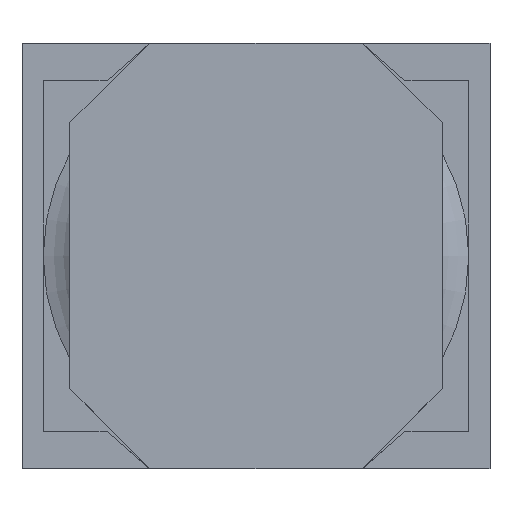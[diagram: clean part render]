
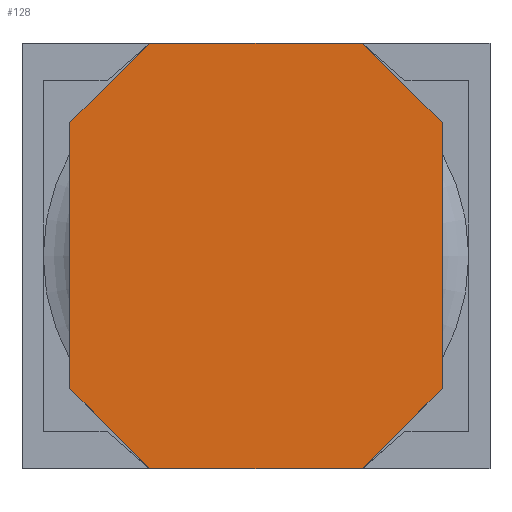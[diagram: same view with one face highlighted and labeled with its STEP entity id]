
A CAD part, top view. The second image highlights one B-rep face of the part: STEP entity #128.
In plain terms, the highlighted planar face has unit normal (0, 0, 1).
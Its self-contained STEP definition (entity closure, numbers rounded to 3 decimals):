
#128=ADVANCED_FACE('',(#199),#163,.T.);
#163=PLANE('',#809);
#199=FACE_OUTER_BOUND('',#237,.T.);
#237=EDGE_LOOP('',(#388,#389,#390,#391,#392,#393,#394,#395));
#388=ORIENTED_EDGE('',*,*,#591,.F.);
#389=ORIENTED_EDGE('',*,*,#589,.F.);
#390=ORIENTED_EDGE('',*,*,#587,.F.);
#391=ORIENTED_EDGE('',*,*,#585,.F.);
#392=ORIENTED_EDGE('',*,*,#583,.F.);
#393=ORIENTED_EDGE('',*,*,#581,.F.);
#394=ORIENTED_EDGE('',*,*,#579,.F.);
#395=ORIENTED_EDGE('',*,*,#577,.F.);
#495=VERTEX_POINT('',#1147);
#496=VERTEX_POINT('',#1149);
#497=VERTEX_POINT('',#1153);
#498=VERTEX_POINT('',#1157);
#499=VERTEX_POINT('',#1161);
#500=VERTEX_POINT('',#1165);
#501=VERTEX_POINT('',#1169);
#502=VERTEX_POINT('',#1173);
#577=EDGE_CURVE('',#495,#496,#665,.T.);
#579=EDGE_CURVE('',#496,#497,#667,.T.);
#581=EDGE_CURVE('',#497,#498,#669,.T.);
#583=EDGE_CURVE('',#498,#499,#671,.T.);
#585=EDGE_CURVE('',#499,#500,#673,.T.);
#587=EDGE_CURVE('',#500,#501,#675,.T.);
#589=EDGE_CURVE('',#501,#502,#677,.T.);
#591=EDGE_CURVE('',#502,#495,#679,.T.);
#665=LINE('',#1148,#753);
#667=LINE('',#1152,#755);
#669=LINE('',#1156,#757);
#671=LINE('',#1160,#759);
#673=LINE('',#1164,#761);
#675=LINE('',#1168,#763);
#677=LINE('',#1172,#765);
#679=LINE('',#1176,#767);
#753=VECTOR('',#939,1.);
#755=VECTOR('',#943,1.);
#757=VECTOR('',#947,1.);
#759=VECTOR('',#951,1.);
#761=VECTOR('',#955,1.);
#763=VECTOR('',#959,1.);
#765=VECTOR('',#963,1.);
#767=VECTOR('',#967,1.);
#809=AXIS2_PLACEMENT_3D('',#1178,#970,#971);
#939=DIRECTION('',(0.707,-0.707,0.));
#943=DIRECTION('',(0.,-1.,0.));
#947=DIRECTION('',(-0.707,-0.707,0.));
#951=DIRECTION('',(-1.,0.,0.));
#955=DIRECTION('',(-0.707,0.707,0.));
#959=DIRECTION('',(0.,1.,0.));
#963=DIRECTION('',(0.707,0.707,0.));
#967=DIRECTION('',(1.,0.,0.));
#970=DIRECTION('',(0.,0.,1.));
#971=DIRECTION('',(0.,1.,0.));
#1147=CARTESIAN_POINT('',(1.,2.,2.076));
#1148=CARTESIAN_POINT('',(1.,2.,2.076));
#1149=CARTESIAN_POINT('',(1.75,1.25,2.076));
#1152=CARTESIAN_POINT('',(1.75,1.25,2.076));
#1153=CARTESIAN_POINT('',(1.75,-1.25,2.076));
#1156=CARTESIAN_POINT('',(1.75,-1.25,2.076));
#1157=CARTESIAN_POINT('',(1.,-2.,2.076));
#1160=CARTESIAN_POINT('',(1.,-2.,2.076));
#1161=CARTESIAN_POINT('',(-1.,-2.,2.076));
#1164=CARTESIAN_POINT('',(-1.,-2.,2.076));
#1165=CARTESIAN_POINT('',(-1.75,-1.25,2.076));
#1168=CARTESIAN_POINT('',(-1.75,-1.25,2.076));
#1169=CARTESIAN_POINT('',(-1.75,1.25,2.076));
#1172=CARTESIAN_POINT('',(-1.75,1.25,2.076));
#1173=CARTESIAN_POINT('',(-1.,2.,2.076));
#1176=CARTESIAN_POINT('',(-1.,2.,2.076));
#1178=CARTESIAN_POINT('',(0.,0.,2.076));
